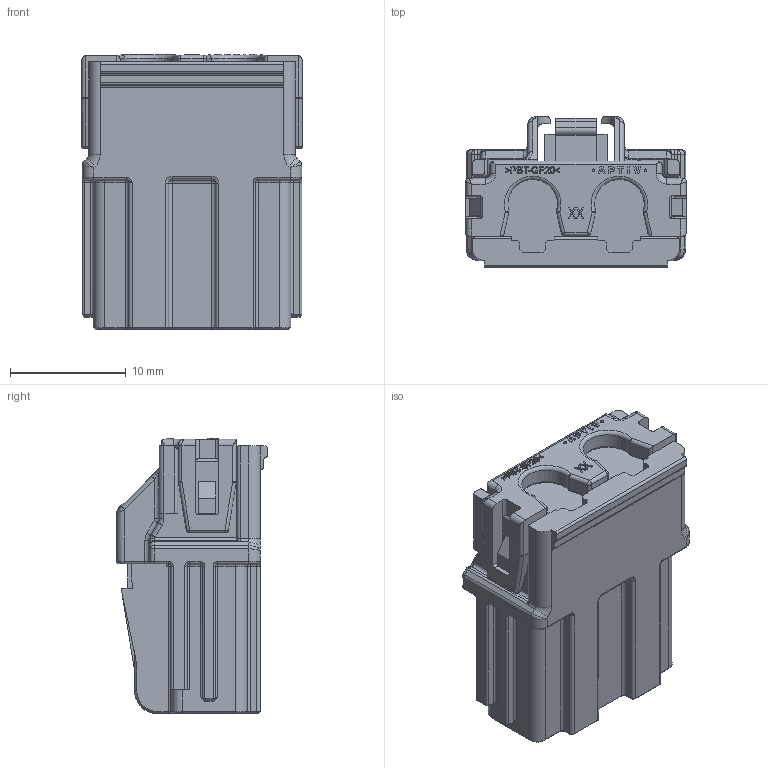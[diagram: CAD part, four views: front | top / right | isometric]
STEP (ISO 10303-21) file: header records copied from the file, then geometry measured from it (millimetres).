
FILE_DESCRIPTION(/* description */ (''),/* implementation_level */ '2;1');
FILE_NAME(/* name */ '35191784_stp.stp',/* time_stamp */ '2023-07-17T11:00:49+08:00',/* author */ (''),/* organization */ (''),/* preprocessor_version */ 'ST-DEVELOPER v16',/* originating_system */ 'SIEMENS PLM Software NX 11.0',/* authorisation */ '');
FILE_SCHEMA (('AUTOMOTIVE_DESIGN { 1 0 10303 214 3 1 1 1 }'));
Length unit declared in the file: millimetre
Products named in the file (1): 35191784_stp
Bounding box: 19.1 x 13.05 x 23.87 mm (x, y, z)
Volume: 2524.1 mm3; surface area: 2754 mm2
Topology: 1 solids, 2 shells, 1104 faces, 2824 edges, 1742 vertices
Faces by surface type: plane 605, cylinder 267, extrusion 83, torus 47, bspline 44, cone 30, sphere 28
Entity records: 35609 total; most frequent: CARTESIAN_POINT 9456, ORIENTED_EDGE 5576, DIRECTION 5117, EDGE_CURVE 2788, VECTOR 1991, LINE 1908, VERTEX_POINT 1742, AXIS2_PLACEMENT_3D 1563
